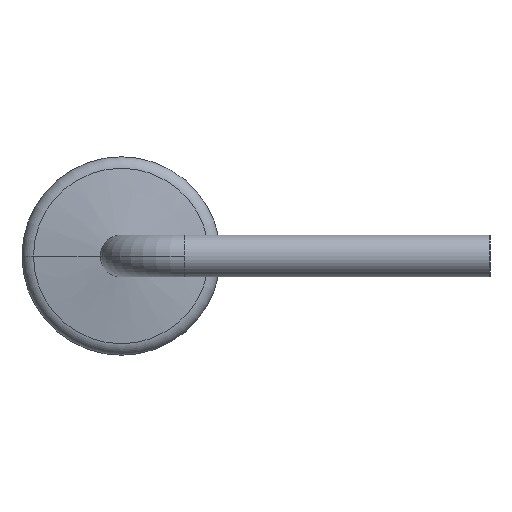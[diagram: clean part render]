
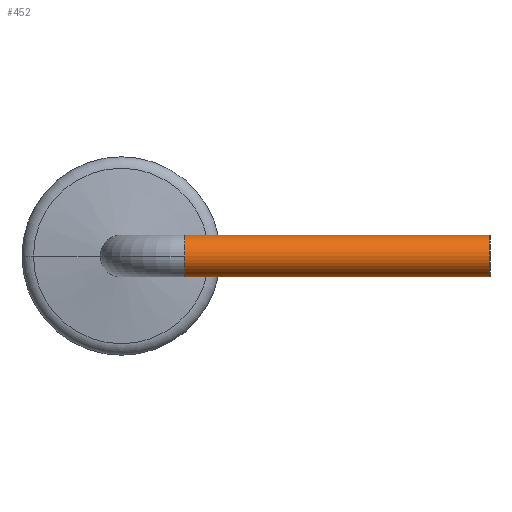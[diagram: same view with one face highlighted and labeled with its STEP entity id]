
A CAD part, left-side view. The second image highlights one B-rep face of the part: STEP entity #452.
In plain terms, the highlighted cylindrical face has radius 0.275 mm (diameter 0.55 mm), a partial arc.
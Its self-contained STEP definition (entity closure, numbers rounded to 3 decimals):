
#8 = DIRECTION ( 'NONE',  ( 0., -1., 0. ) ) ;
#16 = LINE ( 'NONE', #1540, #159 ) ;
#42 = CARTESIAN_POINT ( 'NONE',  ( -5., 0.47, 0. ) ) ;
#82 = VERTEX_POINT ( 'NONE', #947 ) ;
#159 = VECTOR ( 'NONE', #8, 1000. ) ;
#160 = EDGE_CURVE ( 'NONE', #82, #1916, #16, .T. ) ;
#173 = EDGE_CURVE ( 'NONE', #695, #876, #552, .T. ) ;
#345 = EDGE_LOOP ( 'NONE', ( #2151, #865, #672, #1493, #1737 ) ) ;
#365 = VERTEX_POINT ( 'NONE', #945 ) ;
#376 = CARTESIAN_POINT ( 'NONE',  ( -5., 0.47, -0.275 ) ) ;
#382 = CARTESIAN_POINT ( 'NONE',  ( -5., -3.53, 0. ) ) ;
#410 = CARTESIAN_POINT ( 'NONE',  ( -5., 0.47, 0. ) ) ;
#452 = ADVANCED_FACE ( 'NONE', ( #1784 ), #1813, .T. ) ;
#542 = DIRECTION ( 'NONE',  ( 0., -1., 0. ) ) ;
#549 = CARTESIAN_POINT ( 'NONE',  ( -5., -3.53, -0.275 ) ) ;
#552 = LINE ( 'NONE', #867, #718 ) ;
#672 = ORIENTED_EDGE ( 'NONE', *, *, #738, .T. ) ;
#695 = VERTEX_POINT ( 'NONE', #376 ) ;
#718 = VECTOR ( 'NONE', #2008, 1000. ) ;
#738 = EDGE_CURVE ( 'NONE', #365, #695, #1288, .T. ) ;
#754 = AXIS2_PLACEMENT_3D ( 'NONE', #410, #1227, #1537 ) ;
#792 = CIRCLE ( 'NONE', #1236, 0.275 ) ;
#822 = EDGE_CURVE ( 'NONE', #82, #365, #1032, .T. ) ;
#865 = ORIENTED_EDGE ( 'NONE', *, *, #822, .T. ) ;
#867 = CARTESIAN_POINT ( 'NONE',  ( -5., 0.47, -0.275 ) ) ;
#876 = VERTEX_POINT ( 'NONE', #549 ) ;
#911 = DIRECTION ( 'NONE',  ( 0., 1., 0. ) ) ;
#945 = CARTESIAN_POINT ( 'NONE',  ( -5.275, 0.47, 0. ) ) ;
#947 = CARTESIAN_POINT ( 'NONE',  ( -5., 0.47, 0.275 ) ) ;
#1032 = CIRCLE ( 'NONE', #754, 0.275 ) ;
#1063 = EDGE_CURVE ( 'NONE', #876, #1916, #792, .T. ) ;
#1227 = DIRECTION ( 'NONE',  ( 0., -1., 0. ) ) ;
#1236 = AXIS2_PLACEMENT_3D ( 'NONE', #382, #911, #1585 ) ;
#1288 = CIRCLE ( 'NONE', #1770, 0.275 ) ;
#1302 = DIRECTION ( 'NONE',  ( 0., 0., -1. ) ) ;
#1380 = DIRECTION ( 'NONE',  ( 1., 0., 0. ) ) ;
#1493 = ORIENTED_EDGE ( 'NONE', *, *, #173, .T. ) ;
#1494 = AXIS2_PLACEMENT_3D ( 'NONE', #1632, #1800, #1302 ) ;
#1537 = DIRECTION ( 'NONE',  ( 1., 0., 0. ) ) ;
#1540 = CARTESIAN_POINT ( 'NONE',  ( -5., 0.47, 0.275 ) ) ;
#1585 = DIRECTION ( 'NONE',  ( 0., 0., -1. ) ) ;
#1632 = CARTESIAN_POINT ( 'NONE',  ( -5., 0.47, 0. ) ) ;
#1737 = ORIENTED_EDGE ( 'NONE', *, *, #1063, .T. ) ;
#1770 = AXIS2_PLACEMENT_3D ( 'NONE', #42, #542, #1380 ) ;
#1784 = FACE_OUTER_BOUND ( 'NONE', #345, .T. ) ;
#1800 = DIRECTION ( 'NONE',  ( 0., -1., 0. ) ) ;
#1813 = CYLINDRICAL_SURFACE ( 'NONE', #1494, 0.275 ) ;
#1916 = VERTEX_POINT ( 'NONE', #1928 ) ;
#1928 = CARTESIAN_POINT ( 'NONE',  ( -5., -3.53, 0.275 ) ) ;
#2008 = DIRECTION ( 'NONE',  ( 0., -1., 0. ) ) ;
#2151 = ORIENTED_EDGE ( 'NONE', *, *, #160, .F. ) ;
